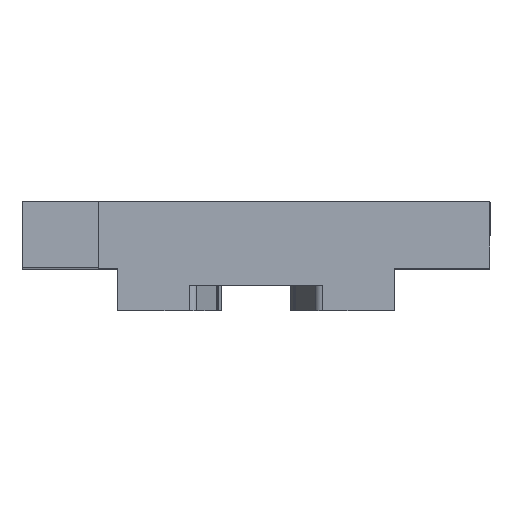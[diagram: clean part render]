
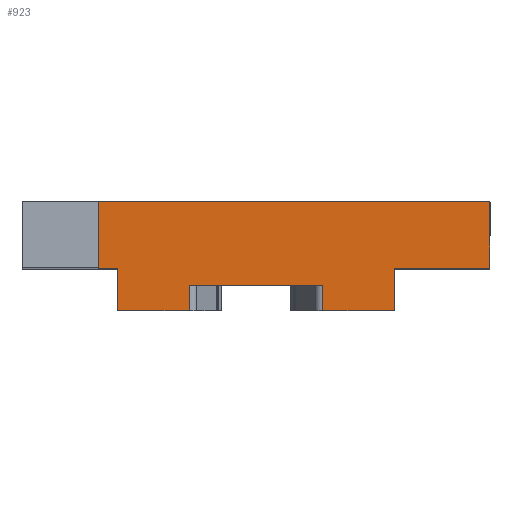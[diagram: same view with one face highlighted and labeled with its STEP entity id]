
A CAD part, top view. The second image highlights one B-rep face of the part: STEP entity #923.
In plain terms, the highlighted planar face has unit normal (0, 0, 1).
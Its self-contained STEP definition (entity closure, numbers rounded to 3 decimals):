
#70 = LINE ( 'NONE', #7807, #4116 ) ;
#173 = EDGE_CURVE ( 'NONE', #1555, #8267, #7325, .T. ) ;
#175 = EDGE_CURVE ( 'NONE', #1555, #2156, #6671, .T. ) ;
#310 = LINE ( 'NONE', #2948, #341 ) ;
#321 = CARTESIAN_POINT ( 'NONE',  ( 27.5, -41.652, 77.605 ) ) ;
#341 = VECTOR ( 'NONE', #2298, 1000. ) ;
#525 = VECTOR ( 'NONE', #1697, 1000. ) ;
#650 = DIRECTION ( 'NONE',  ( 0., 1., 0. ) ) ;
#669 = ORIENTED_EDGE ( 'NONE', *, *, #2215, .F. ) ;
#755 = CARTESIAN_POINT ( 'NONE',  ( -7.25, 12.6, 77.605 ) ) ;
#766 = EDGE_CURVE ( 'NONE', #2712, #2156, #310, .T. ) ;
#840 = DIRECTION ( 'NONE',  ( 0., -1., 0. ) ) ;
#923 = ADVANCED_FACE ( 'NONE', ( #6779 ), #7304, .T. ) ;
#985 = VERTEX_POINT ( 'NONE', #3458 ) ;
#1060 = VERTEX_POINT ( 'NONE', #1675 ) ;
#1201 = VECTOR ( 'NONE', #7795, 1000. ) ;
#1530 = LINE ( 'NONE', #2221, #6180 ) ;
#1555 = VERTEX_POINT ( 'NONE', #7750 ) ;
#1675 = CARTESIAN_POINT ( 'NONE',  ( -16.25, 14.6, 77.605 ) ) ;
#1694 = EDGE_CURVE ( 'NONE', #985, #5697, #3210, .T. ) ;
#1697 = DIRECTION ( 'NONE',  ( 0., 1., 0. ) ) ;
#1747 = LINE ( 'NONE', #6289, #5191 ) ;
#1757 = AXIS2_PLACEMENT_3D ( 'NONE', #6129, #6044, #5957 ) ;
#1980 = EDGE_CURVE ( 'NONE', #2177, #1060, #4496, .T. ) ;
#1988 = CARTESIAN_POINT ( 'NONE',  ( 16.25, 14.6, 77.605 ) ) ;
#2006 = ORIENTED_EDGE ( 'NONE', *, *, #3561, .T. ) ;
#2156 = VERTEX_POINT ( 'NONE', #7399 ) ;
#2162 = ORIENTED_EDGE ( 'NONE', *, *, #5226, .F. ) ;
#2177 = VERTEX_POINT ( 'NONE', #6783 ) ;
#2215 = EDGE_CURVE ( 'NONE', #6776, #2835, #4705, .T. ) ;
#2221 = CARTESIAN_POINT ( 'NONE',  ( 27.5, 14.6, 77.605 ) ) ;
#2298 = DIRECTION ( 'NONE',  ( 0., 1., 0. ) ) ;
#2628 = LINE ( 'NONE', #5261, #7839 ) ;
#2712 = VERTEX_POINT ( 'NONE', #7632 ) ;
#2832 = CARTESIAN_POINT ( 'NONE',  ( 7.857, 9.6, 77.605 ) ) ;
#2833 = DIRECTION ( 'NONE',  ( -1., 0., 0. ) ) ;
#2835 = VERTEX_POINT ( 'NONE', #6160 ) ;
#2948 = CARTESIAN_POINT ( 'NONE',  ( -7.857, 12.6, 77.605 ) ) ;
#2953 = VECTOR ( 'NONE', #6883, 1000. ) ;
#3009 = DIRECTION ( 'NONE',  ( 0., 1., 0. ) ) ;
#3085 = LINE ( 'NONE', #7541, #2953 ) ;
#3150 = ORIENTED_EDGE ( 'NONE', *, *, #5027, .F. ) ;
#3210 = LINE ( 'NONE', #8483, #1201 ) ;
#3300 = EDGE_CURVE ( 'NONE', #5298, #8267, #70, .T. ) ;
#3309 = ORIENTED_EDGE ( 'NONE', *, *, #1694, .F. ) ;
#3394 = DIRECTION ( 'NONE',  ( -1., 0., 0. ) ) ;
#3407 = ORIENTED_EDGE ( 'NONE', *, *, #3300, .F. ) ;
#3458 = CARTESIAN_POINT ( 'NONE',  ( 27.5, 14.6, 77.605 ) ) ;
#3506 = CARTESIAN_POINT ( 'NONE',  ( 27.5, 22.4, 77.605 ) ) ;
#3561 = EDGE_CURVE ( 'NONE', #5298, #5697, #1747, .T. ) ;
#3570 = CARTESIAN_POINT ( 'NONE',  ( -18.5, 22.4, 77.605 ) ) ;
#3571 = VERTEX_POINT ( 'NONE', #8274 ) ;
#3636 = VECTOR ( 'NONE', #6132, 1000. ) ;
#3902 = CARTESIAN_POINT ( 'NONE',  ( 16.25, 9.6, 77.605 ) ) ;
#4056 = VECTOR ( 'NONE', #3394, 1000. ) ;
#4116 = VECTOR ( 'NONE', #6594, 1000. ) ;
#4333 = ORIENTED_EDGE ( 'NONE', *, *, #1980, .F. ) ;
#4496 = LINE ( 'NONE', #6569, #7363 ) ;
#4611 = EDGE_CURVE ( 'NONE', #2712, #2177, #2628, .T. ) ;
#4667 = EDGE_LOOP ( 'NONE', ( #669, #2162, #3150, #4333, #5320, #4678, #6670, #8315, #3407, #2006, #3309, #6561 ) ) ;
#4678 = ORIENTED_EDGE ( 'NONE', *, *, #766, .T. ) ;
#4705 = LINE ( 'NONE', #3506, #3636 ) ;
#5027 = EDGE_CURVE ( 'NONE', #1060, #3571, #1530, .T. ) ;
#5182 = EDGE_CURVE ( 'NONE', #985, #2835, #5752, .T. ) ;
#5191 = VECTOR ( 'NONE', #3009, 1000. ) ;
#5226 = EDGE_CURVE ( 'NONE', #3571, #6776, #3085, .T. ) ;
#5261 = CARTESIAN_POINT ( 'NONE',  ( -16.25, 9.6, 77.605 ) ) ;
#5298 = VERTEX_POINT ( 'NONE', #3902 ) ;
#5320 = ORIENTED_EDGE ( 'NONE', *, *, #4611, .F. ) ;
#5348 = DIRECTION ( 'NONE',  ( -1., 0., 0. ) ) ;
#5697 = VERTEX_POINT ( 'NONE', #1988 ) ;
#5752 = LINE ( 'NONE', #321, #525 ) ;
#5957 = DIRECTION ( 'NONE',  ( 0., -1., 0. ) ) ;
#6044 = DIRECTION ( 'NONE',  ( 0., 0., 1. ) ) ;
#6129 = CARTESIAN_POINT ( 'NONE',  ( 27.5, -41.652, 77.605 ) ) ;
#6132 = DIRECTION ( 'NONE',  ( 1., 0., 0. ) ) ;
#6160 = CARTESIAN_POINT ( 'NONE',  ( 27.5, 22.4, 77.605 ) ) ;
#6180 = VECTOR ( 'NONE', #2833, 1000. ) ;
#6289 = CARTESIAN_POINT ( 'NONE',  ( 16.25, 9.6, 77.605 ) ) ;
#6524 = VECTOR ( 'NONE', #840, 1000. ) ;
#6561 = ORIENTED_EDGE ( 'NONE', *, *, #5182, .T. ) ;
#6569 = CARTESIAN_POINT ( 'NONE',  ( -16.25, 9.6, 77.605 ) ) ;
#6594 = DIRECTION ( 'NONE',  ( -1., 0., 0. ) ) ;
#6670 = ORIENTED_EDGE ( 'NONE', *, *, #175, .F. ) ;
#6671 = LINE ( 'NONE', #755, #4056 ) ;
#6776 = VERTEX_POINT ( 'NONE', #3570 ) ;
#6779 = FACE_OUTER_BOUND ( 'NONE', #4667, .T. ) ;
#6783 = CARTESIAN_POINT ( 'NONE',  ( -16.25, 9.6, 77.605 ) ) ;
#6883 = DIRECTION ( 'NONE',  ( 0., 1., 0. ) ) ;
#7304 = PLANE ( 'NONE',  #1757 ) ;
#7325 = LINE ( 'NONE', #2832, #6524 ) ;
#7363 = VECTOR ( 'NONE', #650, 1000. ) ;
#7399 = CARTESIAN_POINT ( 'NONE',  ( -7.857, 12.6, 77.605 ) ) ;
#7541 = CARTESIAN_POINT ( 'NONE',  ( -18.5, 22.4, 77.605 ) ) ;
#7632 = CARTESIAN_POINT ( 'NONE',  ( -7.857, 9.6, 77.605 ) ) ;
#7750 = CARTESIAN_POINT ( 'NONE',  ( 7.857, 12.6, 77.605 ) ) ;
#7795 = DIRECTION ( 'NONE',  ( -1., 0., 0. ) ) ;
#7807 = CARTESIAN_POINT ( 'NONE',  ( -16.25, 9.6, 77.605 ) ) ;
#7839 = VECTOR ( 'NONE', #5348, 1000. ) ;
#8201 = CARTESIAN_POINT ( 'NONE',  ( 7.857, 9.6, 77.605 ) ) ;
#8267 = VERTEX_POINT ( 'NONE', #8201 ) ;
#8274 = CARTESIAN_POINT ( 'NONE',  ( -18.5, 14.6, 77.605 ) ) ;
#8315 = ORIENTED_EDGE ( 'NONE', *, *, #173, .T. ) ;
#8483 = CARTESIAN_POINT ( 'NONE',  ( 27.5, 14.6, 77.605 ) ) ;
